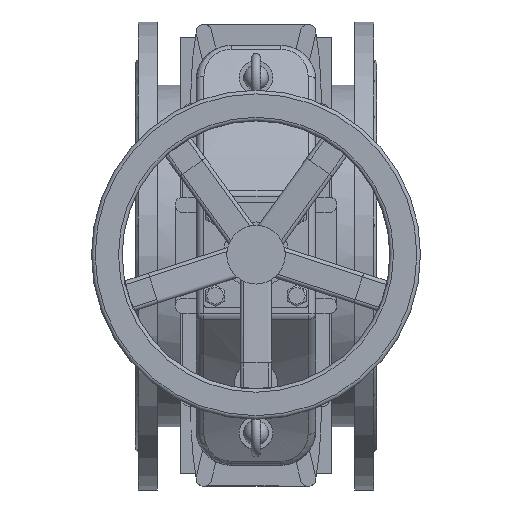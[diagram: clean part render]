
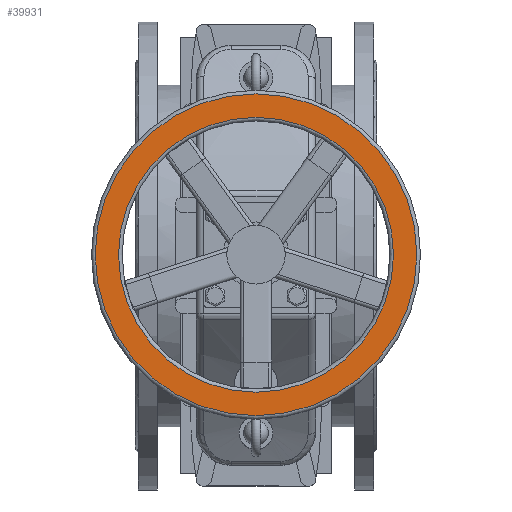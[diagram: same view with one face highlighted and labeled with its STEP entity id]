
A CAD part, top view. The second image highlights one B-rep face of the part: STEP entity #39931.
In plain terms, the highlighted planar face has unit normal (0, 0, 1).
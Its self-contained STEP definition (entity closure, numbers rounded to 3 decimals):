
#39931=ADVANCED_FACE('',(#72032,#72034),#72036,.T.);
#72032=FACE_BOUND('',#72033,.T.);
#72033=EDGE_LOOP('',(#98258,#98259));
#72034=FACE_BOUND('',#72035,.T.);
#72035=EDGE_LOOP('',(#98260,#98261));
#72036=PLANE('',#72037);
#72037=AXIS2_PLACEMENT_3D('',#72038,#72039,#72040);
#72038=CARTESIAN_POINT('',(16843.253,9946.37,27393.127));
#72039=DIRECTION('',(0.,0.,1.));
#72040=DIRECTION('',(1.,0.,0.));
#98258=ORIENTED_EDGE('',*,*,#111358,.F.);
#98259=ORIENTED_EDGE('',*,*,#111359,.F.);
#98260=ORIENTED_EDGE('',*,*,#111360,.T.);
#98261=ORIENTED_EDGE('',*,*,#111361,.T.);
#111358=EDGE_CURVE('',#133157,#133158,#133159,.T.);
#111359=EDGE_CURVE('',#133158,#133157,#133160,.T.);
#111360=EDGE_CURVE('',#133161,#133162,#133163,.T.);
#111361=EDGE_CURVE('',#133162,#133161,#133164,.T.);
#133157=VERTEX_POINT('',#187927);
#133158=VERTEX_POINT('',#187928);
#133159=CIRCLE('',#187929,220.);
#133160=CIRCLE('',#187933,220.);
#133161=VERTEX_POINT('',#187937);
#133162=VERTEX_POINT('',#187938);
#133163=CIRCLE('',#187939,188.);
#133164=CIRCLE('',#187943,188.);
#187927=CARTESIAN_POINT('',(16843.253,10386.37,27393.127));
#187928=CARTESIAN_POINT('',(16843.253,9946.37,27393.127));
#187929=AXIS2_PLACEMENT_3D('',#187930,#187931,#187932);
#187930=CARTESIAN_POINT('',(16843.253,10166.37,27393.127));
#187931=DIRECTION('',(0.,0.,-1.));
#187932=DIRECTION('',(0.,1.,0.));
#187933=AXIS2_PLACEMENT_3D('',#187934,#187935,#187936);
#187934=CARTESIAN_POINT('',(16843.253,10166.37,27393.127));
#187935=DIRECTION('',(0.,0.,-1.));
#187936=DIRECTION('',(0.,-1.,0.));
#187937=CARTESIAN_POINT('',(16843.253,9978.37,27393.127));
#187938=CARTESIAN_POINT('',(16843.253,10354.37,27393.127));
#187939=AXIS2_PLACEMENT_3D('',#187940,#187941,#187942);
#187940=CARTESIAN_POINT('',(16843.253,10166.37,27393.127));
#187941=DIRECTION('',(0.,0.,-1.));
#187942=DIRECTION('',(0.,-1.,0.));
#187943=AXIS2_PLACEMENT_3D('',#187944,#187945,#187946);
#187944=CARTESIAN_POINT('',(16843.253,10166.37,27393.127));
#187945=DIRECTION('',(0.,0.,-1.));
#187946=DIRECTION('',(0.,1.,0.));
